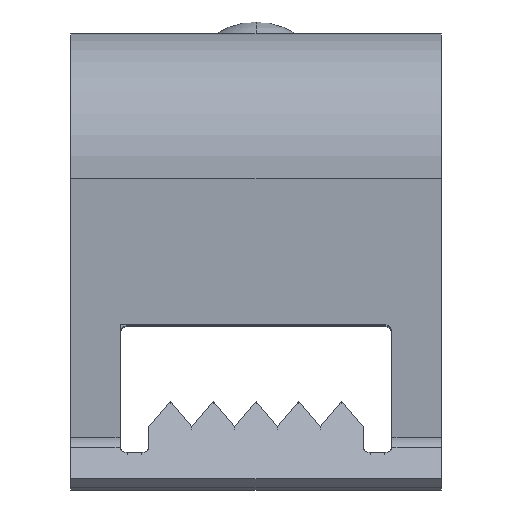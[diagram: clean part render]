
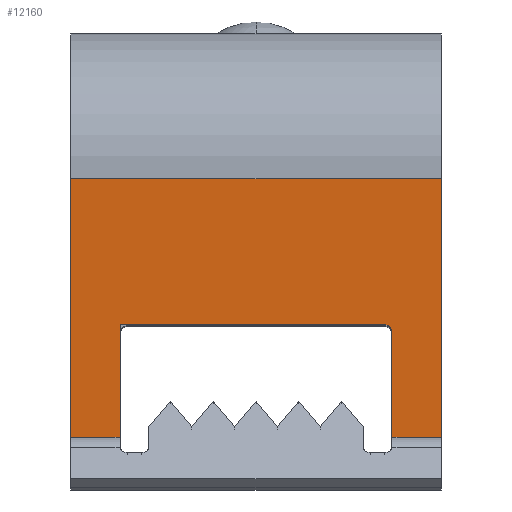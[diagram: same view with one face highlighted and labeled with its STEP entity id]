
A CAD part, top view. The second image highlights one B-rep face of the part: STEP entity #12160.
In plain terms, the highlighted planar face has unit normal (0, -0.07, 0.998).
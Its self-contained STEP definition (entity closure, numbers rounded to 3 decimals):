
#880=CARTESIAN_POINT('',(180.403,131.776,
-69.534));
#890=VERTEX_POINT('',#880);
#920=CARTESIAN_POINT('',(180.403,180.354,-66.138))
;
#930=DIRECTION('',(0.,-0.998,-0.07));
#940=VECTOR('',#930,1.);
#950=LINE('',#920,#940);
#960=CARTESIAN_POINT('',(180.403,142.24,
-68.803));
#970=VERTEX_POINT('',#960);
#980=EDGE_CURVE('',#970,#890,#950,.T.);
#2360=CARTESIAN_POINT('',(167.403,136.34,
-69.215));
#2370=VERTEX_POINT('',#2360);
#2400=CARTESIAN_POINT('',(180.403,136.34,
-69.215));
#2410=DIRECTION('',(-1.,0.,0.));
#2420=VECTOR('',#2410,1.);
#2430=LINE('',#2400,#2420);
#2440=CARTESIAN_POINT('',(178.103,136.34,
-69.215));
#2450=VERTEX_POINT('',#2440);
#2460=EDGE_CURVE('',#2450,#2370,#2430,.T.);
#2620=CARTESIAN_POINT('',(178.103,136.041,
-69.236));
#2630=DIRECTION('',(0.,0.07,-0.998));
#2640=DIRECTION('',(0.,-0.998,-0.07));
#2650=AXIS2_PLACEMENT_3D('',#2620,#2630,#2640);
#2660=CIRCLE('',#2650,0.3);
#2670=CARTESIAN_POINT('',(178.403,136.041,
-69.236));
#2680=VERTEX_POINT('',#2670);
#2690=EDGE_CURVE('',#2450,#2680,#2660,.T.);
#3690=CARTESIAN_POINT('',(165.403,142.24,
-68.803));
#3700=VERTEX_POINT('',#3690);
#3730=CARTESIAN_POINT('',(165.403,180.354,-66.138)
);
#3740=DIRECTION('',(0.,0.998,0.07));
#3750=VECTOR('',#3740,1.);
#3760=LINE('',#3730,#3750);
#3770=CARTESIAN_POINT('',(165.403,131.776,
-69.534));
#3780=VERTEX_POINT('',#3770);
#3790=EDGE_CURVE('',#3780,#3700,#3760,.T.);
#11710=CARTESIAN_POINT('',(165.403,150.751,
-68.208));
#11720=DIRECTION('',(0.,-0.07,0.998));
#11730=DIRECTION('',(0.,0.998,0.07));
#11740=AXIS2_PLACEMENT_3D('',#11710,#11720,#11730);
#11750=PLANE('',#11740);
#11760=ORIENTED_EDGE('',*,*,#980,.F.);
#11770=CARTESIAN_POINT('',(180.403,131.776,
-69.534));
#11780=DIRECTION('',(1.,0.,0.));
#11790=VECTOR('',#11780,1.);
#11800=LINE('',#11770,#11790);
#11810=CARTESIAN_POINT('',(178.403,131.776,
-69.534));
#11820=VERTEX_POINT('',#11810);
#11830=EDGE_CURVE('',#11820,#890,#11800,.T.);
#11840=ORIENTED_EDGE('',*,*,#11830,.T.);
#11850=CARTESIAN_POINT('',(178.403,180.354,-66.138
));
#11860=DIRECTION('',(0.,-0.998,-0.07));
#11870=VECTOR('',#11860,1.);
#11880=LINE('',#11850,#11870);
#11890=EDGE_CURVE('',#2680,#11820,#11880,.T.);
#11900=ORIENTED_EDGE('',*,*,#11890,.T.);
#11910=ORIENTED_EDGE('',*,*,#2690,.T.);
#11920=ORIENTED_EDGE('',*,*,#2460,.F.);
#11930=CARTESIAN_POINT('',(167.403,180.354,-66.138
));
#11940=DIRECTION('',(0.,-0.998,-0.07));
#11950=VECTOR('',#11940,1.);
#11960=LINE('',#11930,#11950);
#11970=CARTESIAN_POINT('',(167.403,131.776,
-69.534));
#11980=VERTEX_POINT('',#11970);
#11990=EDGE_CURVE('',#2370,#11980,#11960,.T.);
#12000=ORIENTED_EDGE('',*,*,#11990,.F.);
#12010=CARTESIAN_POINT('',(180.403,131.776,
-69.534));
#12020=DIRECTION('',(1.,0.,0.));
#12030=VECTOR('',#12020,1.);
#12040=LINE('',#12010,#12030);
#12050=EDGE_CURVE('',#3780,#11980,#12040,.T.);
#12060=ORIENTED_EDGE('',*,*,#12050,.T.);
#12070=ORIENTED_EDGE('',*,*,#3790,.F.);
#12080=CARTESIAN_POINT('',(180.403,142.24,
-68.803));
#12090=DIRECTION('',(1.,0.,0.));
#12100=VECTOR('',#12090,1.);
#12110=LINE('',#12080,#12100);
#12120=EDGE_CURVE('',#3700,#970,#12110,.T.);
#12130=ORIENTED_EDGE('',*,*,#12120,.F.);
#12140=EDGE_LOOP('',(#12130,#12070,#12060,#12000,#11920,#11910,#11900,
#11840,#11760));
#12150=FACE_OUTER_BOUND('',#12140,.T.);
#12160=ADVANCED_FACE('',(#12150),#11750,.T.);
